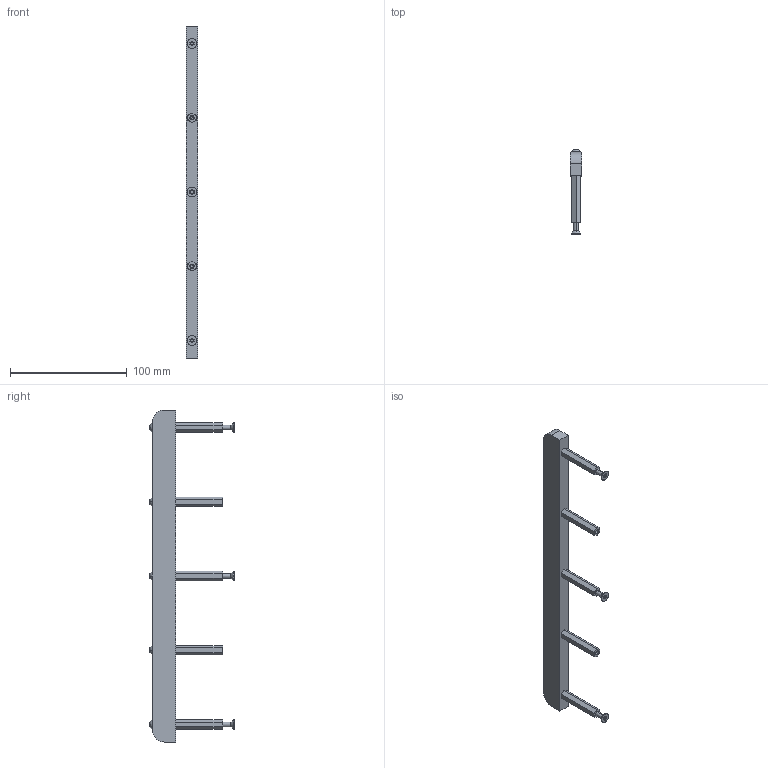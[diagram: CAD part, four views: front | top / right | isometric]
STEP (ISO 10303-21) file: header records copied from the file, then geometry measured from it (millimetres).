
FILE_DESCRIPTION (( 'STEP AP214' ), '1' );
FILE_NAME ('45719~1.STEP', '2020-09-23T12:49:44', ( '' ), ( '' ), 'SwSTEP 2.0', 'SolidWorks 2018', '' );
FILE_SCHEMA (( 'AUTOMOTIVE_DESIGN' ));
Length unit declared in the file: millimetre
Products named in the file (5): 45721~0_S; ISO7380~n_M04,0x030; DIN7991~n_M04,0x020; SKB-II~-s-k-i-i_M4,0x40 St; 45719~1
Assembly tree (14 placements, depth 2):
  45719~1
    45721~0_S
    SKB-II~-s-k-i-i_M4,0x40 St  x5
    ISO7380~n_M04,0x030  x5
    DIN7991~n_M04,0x020  x3
Bounding box: 10 x 72 x 284 mm (x, y, z)
Volume: 65753.4 mm3; surface area: 28327.2 mm2
Topology: 14 solids, 14 shells, 407 faces, 1020 edges, 644 vertices
Faces by surface type: cylinder 200, cone 122, plane 75, torus 10
Entity records: 3554 total; most frequent: CARTESIAN_POINT 634, DIRECTION 630, ORIENTED_EDGE 532, EDGE_CURVE 266, AXIS2_PLACEMENT_3D 264, VERTEX_POINT 172, CIRCLE 140, EDGE_LOOP 122
